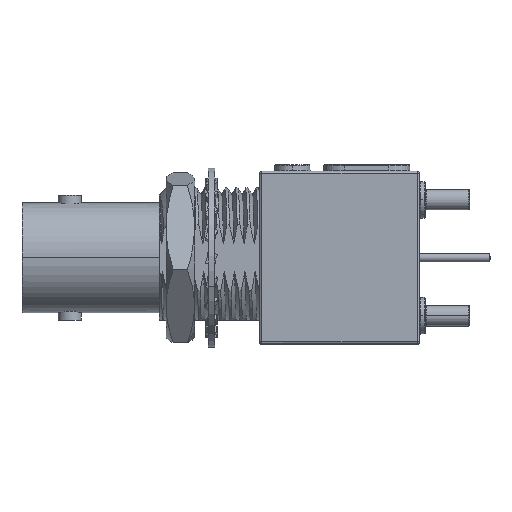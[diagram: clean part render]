
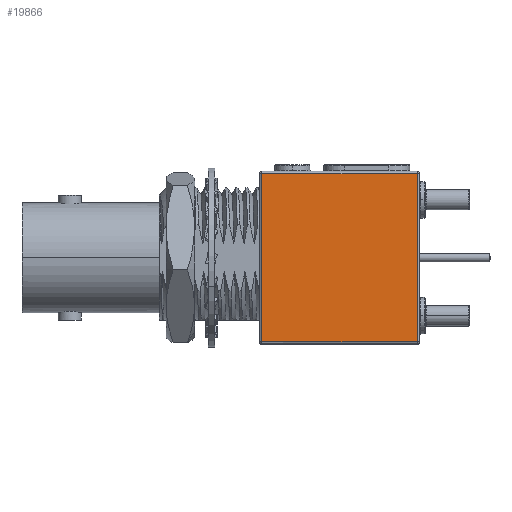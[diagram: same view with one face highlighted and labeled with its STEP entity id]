
A CAD part, top view. The second image highlights one B-rep face of the part: STEP entity #19866.
In plain terms, the highlighted planar face has unit normal (0, 0, 1).
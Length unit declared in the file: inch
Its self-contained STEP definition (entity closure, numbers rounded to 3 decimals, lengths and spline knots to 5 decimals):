
#357 = CARTESIAN_POINT ( 'NONE',  ( 1.37008, -0.29134, 0.28937 ) ) ;
#491 = DIRECTION ( 'NONE',  ( 0., -1., 0. ) ) ;
#903 = VERTEX_POINT ( 'NONE', #16023 ) ;
#2281 = CARTESIAN_POINT ( 'NONE',  ( 0.83031, 0.29173, 0.28937 ) ) ;
#2853 = LINE ( 'NONE', #27603, #27820 ) ;
#9189 = EDGE_LOOP ( 'NONE', ( #26578, #14361, #9535, #17871 ) ) ;
#9535 = ORIENTED_EDGE ( 'NONE', *, *, #48674, .F. ) ;
#10639 = EDGE_CURVE ( 'NONE', #24116, #903, #2853, .T. ) ;
#11994 = VECTOR ( 'NONE', #44557, 39.37008 ) ;
#13108 = DIRECTION ( 'NONE',  ( 0., -1., 0. ) ) ;
#14361 = ORIENTED_EDGE ( 'NONE', *, *, #14713, .F. ) ;
#14713 = EDGE_CURVE ( 'NONE', #51191, #23641, #36444, .T. ) ;
#15548 = VECTOR ( 'NONE', #13108, 39.37008 ) ;
#16023 = CARTESIAN_POINT ( 'NONE',  ( 0.83071, -0.29134, 0.28937 ) ) ;
#17871 = ORIENTED_EDGE ( 'NONE', *, *, #10639, .F. ) ;
#18129 = CARTESIAN_POINT ( 'NONE',  ( 1.37008, 0., 0.28937 ) ) ;
#19866 = ADVANCED_FACE ( 'NONE', ( #48718 ), #23415, .T. ) ;
#22023 = LINE ( 'NONE', #18129, #15548 ) ;
#23415 = PLANE ( 'NONE',  #29318 ) ;
#23641 = VERTEX_POINT ( 'NONE', #34808 ) ;
#23718 = VECTOR ( 'NONE', #45412, 39.37008 ) ;
#24116 = VERTEX_POINT ( 'NONE', #357 ) ;
#24821 = LINE ( 'NONE', #41182, #23718 ) ;
#26578 = ORIENTED_EDGE ( 'NONE', *, *, #37881, .F. ) ;
#27603 = CARTESIAN_POINT ( 'NONE',  ( 1.10039, -0.29134, 0.28937 ) ) ;
#27820 = VECTOR ( 'NONE', #53791, 39.37008 ) ;
#28125 = CARTESIAN_POINT ( 'NONE',  ( 1.10039, 0.29134, 0.28937 ) ) ;
#29318 = AXIS2_PLACEMENT_3D ( 'NONE', #2281, #30422, #491 ) ;
#30422 = DIRECTION ( 'NONE',  ( 0., 0., 1. ) ) ;
#33718 = CARTESIAN_POINT ( 'NONE',  ( 0.83071, 0.29134, 0.28937 ) ) ;
#34808 = CARTESIAN_POINT ( 'NONE',  ( 1.37008, 0.29134, 0.28937 ) ) ;
#36444 = LINE ( 'NONE', #28125, #11994 ) ;
#37881 = EDGE_CURVE ( 'NONE', #23641, #24116, #22023, .T. ) ;
#41182 = CARTESIAN_POINT ( 'NONE',  ( 0.83071, 0., 0.28937 ) ) ;
#44557 = DIRECTION ( 'NONE',  ( 1., 0., 0. ) ) ;
#45412 = DIRECTION ( 'NONE',  ( 0., 1., 0. ) ) ;
#48674 = EDGE_CURVE ( 'NONE', #903, #51191, #24821, .T. ) ;
#48718 = FACE_OUTER_BOUND ( 'NONE', #9189, .T. ) ;
#51191 = VERTEX_POINT ( 'NONE', #33718 ) ;
#53791 = DIRECTION ( 'NONE',  ( -1., 0., 0. ) ) ;
